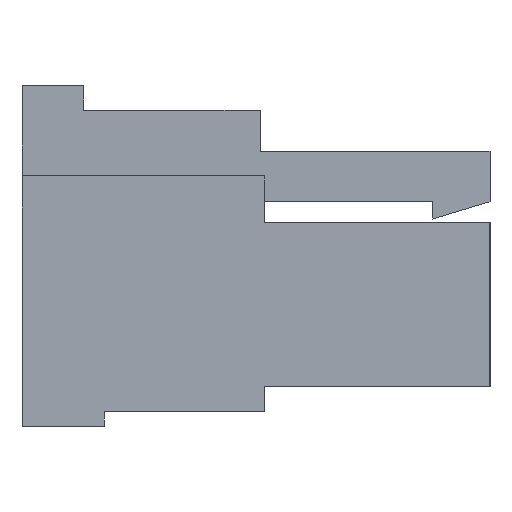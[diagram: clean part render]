
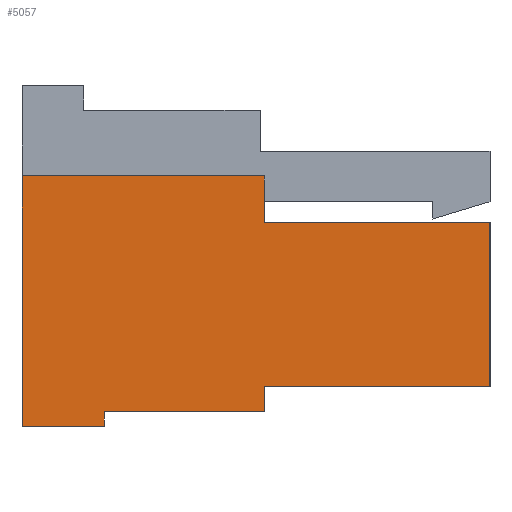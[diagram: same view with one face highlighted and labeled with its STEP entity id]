
A CAD part, left-side view. The second image highlights one B-rep face of the part: STEP entity #5057.
In plain terms, the highlighted planar face has unit normal (-1, 0, 0).
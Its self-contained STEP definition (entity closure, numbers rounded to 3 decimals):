
#113 = CARTESIAN_POINT ( 'NONE',  ( -3.075, 2.75, -1.595 ) ) ;
#142 = LINE ( 'NONE', #3704, #1549 ) ;
#277 = EDGE_CURVE ( 'NONE', #2843, #4190, #1803, .T. ) ;
#305 = VERTEX_POINT ( 'NONE', #4899 ) ;
#342 = AXIS2_PLACEMENT_3D ( 'NONE', #1392, #4459, #3171 ) ;
#472 = CARTESIAN_POINT ( 'NONE',  ( -3.075, 0., 0.405 ) ) ;
#637 = ORIENTED_EDGE ( 'NONE', *, *, #1791, .T. ) ;
#669 = ORIENTED_EDGE ( 'NONE', *, *, #1112, .T. ) ;
#822 = ORIENTED_EDGE ( 'NONE', *, *, #1771, .T. ) ;
#937 = CARTESIAN_POINT ( 'NONE',  ( -3.075, 4.7, -2.075 ) ) ;
#953 = EDGE_CURVE ( 'NONE', #4190, #4249, #5272, .T. ) ;
#966 = VECTOR ( 'NONE', #1205, 1000. ) ;
#1011 = CARTESIAN_POINT ( 'NONE',  ( -3.075, 5.7, 0.975 ) ) ;
#1040 = LINE ( 'NONE', #3355, #4004 ) ;
#1097 = CARTESIAN_POINT ( 'NONE',  ( -3.075, 2.75, -1.895 ) ) ;
#1112 = EDGE_CURVE ( 'NONE', #2709, #4249, #1040, .T. ) ;
#1205 = DIRECTION ( 'NONE',  ( 0., 1., 0. ) ) ;
#1273 = CARTESIAN_POINT ( 'NONE',  ( -3.075, 5.7, -2.075 ) ) ;
#1318 = DIRECTION ( 'NONE',  ( 0., 1., 0. ) ) ;
#1375 = VERTEX_POINT ( 'NONE', #4885 ) ;
#1377 = DIRECTION ( 'NONE',  ( 0., 0., 1. ) ) ;
#1392 = CARTESIAN_POINT ( 'NONE',  ( -3.075, 0., -2.075 ) ) ;
#1549 = VECTOR ( 'NONE', #3680, 1000. ) ;
#1663 = LINE ( 'NONE', #4164, #966 ) ;
#1715 = ORIENTED_EDGE ( 'NONE', *, *, #1896, .F. ) ;
#1771 = EDGE_CURVE ( 'NONE', #305, #3651, #4827, .T. ) ;
#1779 = VERTEX_POINT ( 'NONE', #2222 ) ;
#1791 = EDGE_CURVE ( 'NONE', #2843, #2049, #4879, .T. ) ;
#1803 = LINE ( 'NONE', #2647, #1914 ) ;
#1896 = EDGE_CURVE ( 'NONE', #305, #1375, #3681, .T. ) ;
#1914 = VECTOR ( 'NONE', #1318, 1000. ) ;
#1942 = DIRECTION ( 'NONE',  ( 0., 1., 0. ) ) ;
#1949 = ORIENTED_EDGE ( 'NONE', *, *, #2910, .F. ) ;
#2049 = VERTEX_POINT ( 'NONE', #2533 ) ;
#2067 = VECTOR ( 'NONE', #3157, 1000. ) ;
#2213 = ORIENTED_EDGE ( 'NONE', *, *, #4732, .F. ) ;
#2222 = CARTESIAN_POINT ( 'NONE',  ( -3.075, 2.75, 0.405 ) ) ;
#2244 = CARTESIAN_POINT ( 'NONE',  ( -3.075, 0., -1.595 ) ) ;
#2251 = CARTESIAN_POINT ( 'NONE',  ( -3.075, 2.75, -1.895 ) ) ;
#2275 = LINE ( 'NONE', #113, #2342 ) ;
#2324 = ORIENTED_EDGE ( 'NONE', *, *, #4896, .T. ) ;
#2342 = VECTOR ( 'NONE', #5270, 1000. ) ;
#2533 = CARTESIAN_POINT ( 'NONE',  ( -3.075, 4.7, -1.895 ) ) ;
#2608 = VERTEX_POINT ( 'NONE', #2251 ) ;
#2647 = CARTESIAN_POINT ( 'NONE',  ( -3.075, 4.7, -2.075 ) ) ;
#2691 = FACE_OUTER_BOUND ( 'NONE', #5491, .T. ) ;
#2709 = VERTEX_POINT ( 'NONE', #5446 ) ;
#2737 = EDGE_CURVE ( 'NONE', #2608, #2049, #5004, .T. ) ;
#2843 = VERTEX_POINT ( 'NONE', #4291 ) ;
#2910 = EDGE_CURVE ( 'NONE', #1375, #2608, #2275, .T. ) ;
#3031 = DIRECTION ( 'NONE',  ( 0., 0., 1. ) ) ;
#3157 = DIRECTION ( 'NONE',  ( 0., 0., 1. ) ) ;
#3171 = DIRECTION ( 'NONE',  ( 0., 0., 1. ) ) ;
#3355 = CARTESIAN_POINT ( 'NONE',  ( -3.075, 2.75, 0.975 ) ) ;
#3608 = CARTESIAN_POINT ( 'NONE',  ( -3.075, 5.7, -2.075 ) ) ;
#3635 = PLANE ( 'NONE',  #342 ) ;
#3651 = VERTEX_POINT ( 'NONE', #472 ) ;
#3680 = DIRECTION ( 'NONE',  ( 0., 0., -1. ) ) ;
#3681 = LINE ( 'NONE', #5494, #4116 ) ;
#3704 = CARTESIAN_POINT ( 'NONE',  ( -3.075, 2.75, 0.975 ) ) ;
#3767 = ORIENTED_EDGE ( 'NONE', *, *, #277, .F. ) ;
#3803 = VECTOR ( 'NONE', #3031, 1000. ) ;
#4004 = VECTOR ( 'NONE', #1942, 1000. ) ;
#4116 = VECTOR ( 'NONE', #4140, 1000. ) ;
#4140 = DIRECTION ( 'NONE',  ( 0., 1., 0. ) ) ;
#4164 = CARTESIAN_POINT ( 'NONE',  ( -3.075, 0., 0.405 ) ) ;
#4176 = DIRECTION ( 'NONE',  ( 0., 1., 0. ) ) ;
#4190 = VERTEX_POINT ( 'NONE', #3608 ) ;
#4249 = VERTEX_POINT ( 'NONE', #1011 ) ;
#4291 = CARTESIAN_POINT ( 'NONE',  ( -3.075, 4.7, -2.075 ) ) ;
#4459 = DIRECTION ( 'NONE',  ( -1., 0., 0. ) ) ;
#4534 = VECTOR ( 'NONE', #4176, 1000. ) ;
#4711 = ORIENTED_EDGE ( 'NONE', *, *, #2737, .F. ) ;
#4732 = EDGE_CURVE ( 'NONE', #2709, #1779, #142, .T. ) ;
#4811 = VECTOR ( 'NONE', #1377, 1000. ) ;
#4827 = LINE ( 'NONE', #2244, #2067 ) ;
#4879 = LINE ( 'NONE', #937, #4811 ) ;
#4885 = CARTESIAN_POINT ( 'NONE',  ( -3.075, 2.75, -1.595 ) ) ;
#4896 = EDGE_CURVE ( 'NONE', #3651, #1779, #1663, .T. ) ;
#4899 = CARTESIAN_POINT ( 'NONE',  ( -3.075, 0., -1.595 ) ) ;
#5004 = LINE ( 'NONE', #1097, #4534 ) ;
#5057 = ADVANCED_FACE ( 'NONE', ( #2691 ), #3635, .T. ) ;
#5270 = DIRECTION ( 'NONE',  ( 0., 0., -1. ) ) ;
#5272 = LINE ( 'NONE', #1273, #3803 ) ;
#5446 = CARTESIAN_POINT ( 'NONE',  ( -3.075, 2.75, 0.975 ) ) ;
#5491 = EDGE_LOOP ( 'NONE', ( #5632, #3767, #637, #4711, #1949, #1715, #822, #2324, #2213, #669 ) ) ;
#5494 = CARTESIAN_POINT ( 'NONE',  ( -3.075, 0., -1.595 ) ) ;
#5632 = ORIENTED_EDGE ( 'NONE', *, *, #953, .F. ) ;
